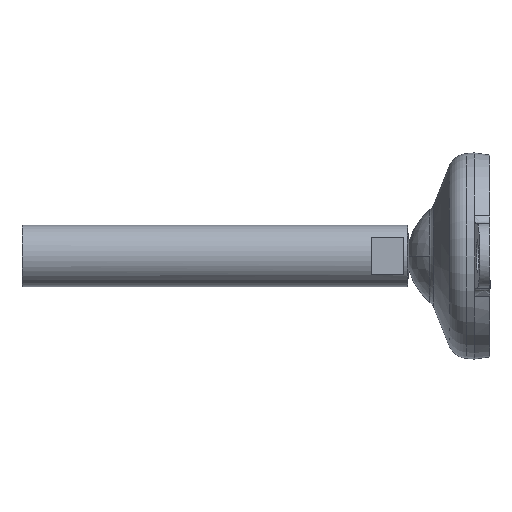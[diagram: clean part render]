
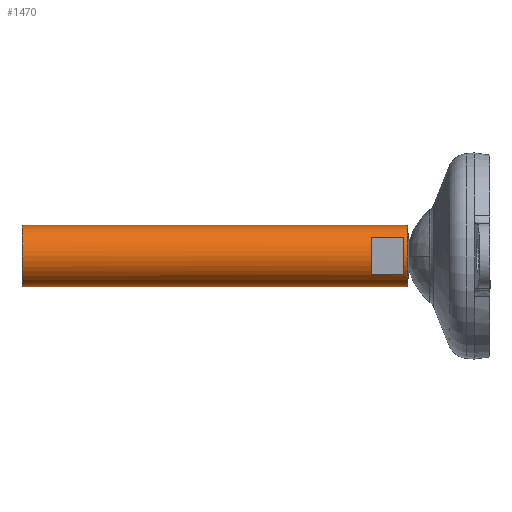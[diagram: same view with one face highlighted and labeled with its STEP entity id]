
A CAD part, left-side view. The second image highlights one B-rep face of the part: STEP entity #1470.
In plain terms, the highlighted cylindrical face has radius 12 mm (diameter 24 mm), a partial arc.
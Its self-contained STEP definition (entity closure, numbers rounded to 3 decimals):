
#25 = VERTEX_POINT ( 'NONE', #905 ) ;
#39 = ORIENTED_EDGE ( 'NONE', *, *, #670, .F. ) ;
#66 = DIRECTION ( 'NONE',  ( 0., -1., 0. ) ) ;
#67 = AXIS2_PLACEMENT_3D ( 'NONE', #1244, #1507, #1501 ) ;
#68 = CIRCLE ( 'NONE', #1014, 12. ) ;
#213 = ORIENTED_EDGE ( 'NONE', *, *, #1000, .T. ) ;
#263 = VECTOR ( 'NONE', #411, 1000. ) ;
#264 = CARTESIAN_POINT ( 'NONE',  ( 0., 181.5, 12. ) ) ;
#287 = CARTESIAN_POINT ( 'NONE',  ( 0., 32., 12. ) ) ;
#288 = CARTESIAN_POINT ( 'NONE',  ( 0., 0., -12. ) ) ;
#292 = CIRCLE ( 'NONE', #1172, 12. ) ;
#294 = CARTESIAN_POINT ( 'NONE',  ( -9.5, 46., 7.331 ) ) ;
#306 = EDGE_CURVE ( 'NONE', #587, #752, #822, .T. ) ;
#310 = VERTEX_POINT ( 'NONE', #1155 ) ;
#349 = DIRECTION ( 'NONE',  ( 0., -1., 0. ) ) ;
#358 = EDGE_LOOP ( 'NONE', ( #1011, #585, #1397, #39 ) ) ;
#381 = EDGE_CURVE ( 'NONE', #752, #502, #1359, .T. ) ;
#411 = DIRECTION ( 'NONE',  ( 0., 1., 0. ) ) ;
#502 = VERTEX_POINT ( 'NONE', #580 ) ;
#503 = DIRECTION ( 'NONE',  ( 0., 1., 0. ) ) ;
#510 = DIRECTION ( 'NONE',  ( 0., 0., -1. ) ) ;
#564 = DIRECTION ( 'NONE',  ( 0., 0., -1. ) ) ;
#580 = CARTESIAN_POINT ( 'NONE',  ( 0., 32., -12. ) ) ;
#581 = FACE_OUTER_BOUND ( 'NONE', #358, .T. ) ;
#585 = ORIENTED_EDGE ( 'NONE', *, *, #306, .T. ) ;
#587 = VERTEX_POINT ( 'NONE', #264 ) ;
#632 = FACE_BOUND ( 'NONE', #1324, .T. ) ;
#665 = DIRECTION ( 'NONE',  ( 0., 0., -1. ) ) ;
#670 = EDGE_CURVE ( 'NONE', #770, #502, #292, .T. ) ;
#677 = CARTESIAN_POINT ( 'NONE',  ( 0., 181.5, 0. ) ) ;
#712 = CARTESIAN_POINT ( 'NONE',  ( -9.5, 0., 7.331 ) ) ;
#716 = EDGE_CURVE ( 'NONE', #828, #25, #1460, .T. ) ;
#730 = EDGE_CURVE ( 'NONE', #25, #310, #1381, .T. ) ;
#752 = VERTEX_POINT ( 'NONE', #780 ) ;
#755 = CARTESIAN_POINT ( 'NONE',  ( 0., 0., 0. ) ) ;
#770 = VERTEX_POINT ( 'NONE', #287 ) ;
#780 = CARTESIAN_POINT ( 'NONE',  ( 0., 181.5, -12. ) ) ;
#797 = CARTESIAN_POINT ( 'NONE',  ( 0., 0., 12. ) ) ;
#799 = EDGE_CURVE ( 'NONE', #1087, #828, #1072, .T. ) ;
#803 = CARTESIAN_POINT ( 'NONE',  ( -9.5, 0., -7.331 ) ) ;
#822 = CIRCLE ( 'NONE', #1463, 12. ) ;
#828 = VERTEX_POINT ( 'NONE', #1061 ) ;
#846 = VECTOR ( 'NONE', #66, 1000. ) ;
#868 = DIRECTION ( 'NONE',  ( 0., 0., 1. ) ) ;
#900 = ORIENTED_EDGE ( 'NONE', *, *, #730, .T. ) ;
#905 = CARTESIAN_POINT ( 'NONE',  ( -9.5, 33.5, -7.331 ) ) ;
#964 = VECTOR ( 'NONE', #1245, 1000. ) ;
#986 = CYLINDRICAL_SURFACE ( 'NONE', #1239, 12. ) ;
#1000 = EDGE_CURVE ( 'NONE', #310, #1087, #68, .T. ) ;
#1011 = ORIENTED_EDGE ( 'NONE', *, *, #1329, .F. ) ;
#1014 = AXIS2_PLACEMENT_3D ( 'NONE', #1095, #503, #868 ) ;
#1025 = CARTESIAN_POINT ( 'NONE',  ( 0., 32., 0. ) ) ;
#1043 = DIRECTION ( 'NONE',  ( 0., -1., 0. ) ) ;
#1061 = CARTESIAN_POINT ( 'NONE',  ( -9.5, 33.5, 7.331 ) ) ;
#1072 = LINE ( 'NONE', #712, #1142 ) ;
#1087 = VERTEX_POINT ( 'NONE', #294 ) ;
#1095 = CARTESIAN_POINT ( 'NONE',  ( 0., 46., 0. ) ) ;
#1139 = LINE ( 'NONE', #797, #846 ) ;
#1142 = VECTOR ( 'NONE', #1175, 1000. ) ;
#1155 = CARTESIAN_POINT ( 'NONE',  ( -9.5, 46., -7.331 ) ) ;
#1172 = AXIS2_PLACEMENT_3D ( 'NONE', #1025, #1252, #665 ) ;
#1175 = DIRECTION ( 'NONE',  ( 0., -1., 0. ) ) ;
#1239 = AXIS2_PLACEMENT_3D ( 'NONE', #755, #349, #510 ) ;
#1244 = CARTESIAN_POINT ( 'NONE',  ( 0., 33.5, 0. ) ) ;
#1245 = DIRECTION ( 'NONE',  ( 0., -1., 0. ) ) ;
#1252 = DIRECTION ( 'NONE',  ( 0., -1., 0. ) ) ;
#1308 = ORIENTED_EDGE ( 'NONE', *, *, #799, .T. ) ;
#1324 = EDGE_LOOP ( 'NONE', ( #900, #213, #1308, #1520 ) ) ;
#1329 = EDGE_CURVE ( 'NONE', #587, #770, #1139, .T. ) ;
#1359 = LINE ( 'NONE', #288, #964 ) ;
#1381 = LINE ( 'NONE', #803, #263 ) ;
#1397 = ORIENTED_EDGE ( 'NONE', *, *, #381, .T. ) ;
#1460 = CIRCLE ( 'NONE', #67, 12. ) ;
#1463 = AXIS2_PLACEMENT_3D ( 'NONE', #677, #1043, #564 ) ;
#1470 = ADVANCED_FACE ( 'NONE', ( #581, #632 ), #986, .T. ) ;
#1501 = DIRECTION ( 'NONE',  ( 0., 0., -1. ) ) ;
#1507 = DIRECTION ( 'NONE',  ( 0., -1., 0. ) ) ;
#1520 = ORIENTED_EDGE ( 'NONE', *, *, #716, .T. ) ;
